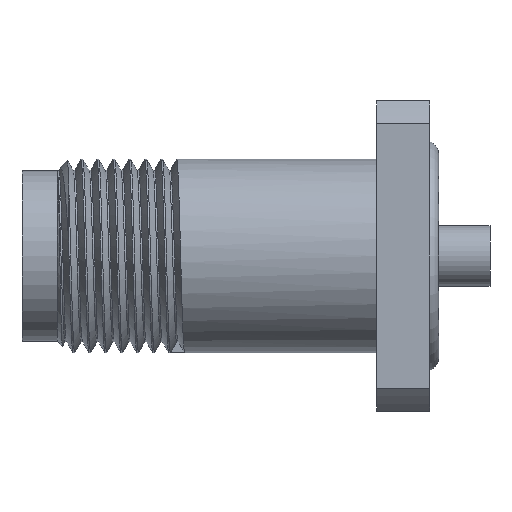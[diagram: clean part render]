
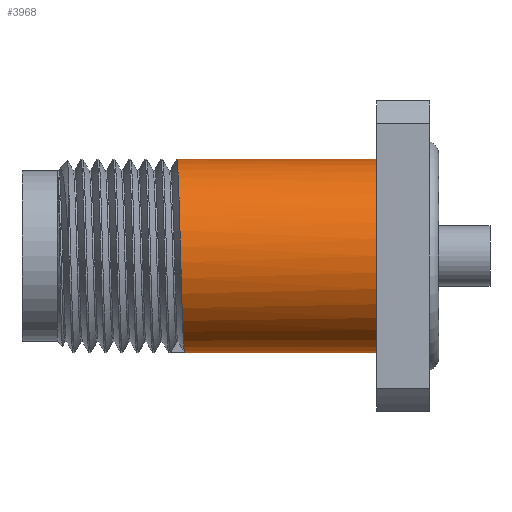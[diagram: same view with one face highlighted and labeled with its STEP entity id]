
A CAD part, front view. The second image highlights one B-rep face of the part: STEP entity #3968.
In plain terms, the highlighted cylindrical face has radius 5.45 mm (diameter 10.9 mm), a partial arc.
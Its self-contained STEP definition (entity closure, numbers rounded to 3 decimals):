
#20 = CARTESIAN_POINT ( 'NONE',  ( 8.725, 0., 5.45 ) ) ;
#168 = VERTEX_POINT ( 'NONE', #2806 ) ;
#313 = CIRCLE ( 'NONE', #3779, 5.45 ) ;
#381 = EDGE_CURVE ( 'NONE', #1173, #168, #4272, .T. ) ;
#474 = VERTEX_POINT ( 'NONE', #1850 ) ;
#764 = VECTOR ( 'NONE', #2419, 1000. ) ;
#1003 = ORIENTED_EDGE ( 'NONE', *, *, #2870, .T. ) ;
#1018 = CARTESIAN_POINT ( 'NONE',  ( 8.838, -3.854, 3.854 ) ) ;
#1081 = DIRECTION ( 'NONE',  ( 0., 0., -1. ) ) ;
#1131 = EDGE_CURVE ( 'NONE', #3059, #474, #313, .T. ) ;
#1173 = VERTEX_POINT ( 'NONE', #3884 ) ;
#1376 = CARTESIAN_POINT ( 'NONE',  ( 8.894, -5.45, 2.257 ) ) ;
#1660 = CARTESIAN_POINT ( 'NONE',  ( 0., 0., -5.45 ) ) ;
#1692 = CARTESIAN_POINT ( 'NONE',  ( 9.175, 0., -5.45 ) ) ;
#1721 = CARTESIAN_POINT ( 'NONE',  ( 9.006, -5.45, -2.257 ) ) ;
#1749 = DIRECTION ( 'NONE',  ( 0., 0., -1. ) ) ;
#1850 = CARTESIAN_POINT ( 'NONE',  ( 20., 0., -5.45 ) ) ;
#1867 = CARTESIAN_POINT ( 'NONE',  ( 20., 0., 0. ) ) ;
#2010 = LINE ( 'NONE', #1660, #4348 ) ;
#2136 = ORIENTED_EDGE ( 'NONE', *, *, #1131, .F. ) ;
#2419 = DIRECTION ( 'NONE',  ( 1., 0., 0. ) ) ;
#2735 = CARTESIAN_POINT ( 'NONE',  ( 9.063, -3.854, -3.854 ) ) ;
#2757 = CARTESIAN_POINT ( 'NONE',  ( 8.781, -2.257, 5.45 ) ) ;
#2806 = CARTESIAN_POINT ( 'NONE',  ( 8.725, 0., 5.45 ) ) ;
#2814 = FACE_OUTER_BOUND ( 'NONE', #2942, .T. ) ;
#2870 = EDGE_CURVE ( 'NONE', #1173, #474, #2010, .T. ) ;
#2942 = EDGE_LOOP ( 'NONE', ( #3017, #3530, #1003, #2136 ) ) ;
#3017 = ORIENTED_EDGE ( 'NONE', *, *, #3654, .F. ) ;
#3059 = VERTEX_POINT ( 'NONE', #4274 ) ;
#3174 = DIRECTION ( 'NONE',  ( 1., 0., 0. ) ) ;
#3182 = DIRECTION ( 'NONE',  ( 1., 0., 0. ) ) ;
#3409 = CARTESIAN_POINT ( 'NONE',  ( 9.119, -2.257, -5.45 ) ) ;
#3516 = CARTESIAN_POINT ( 'NONE',  ( 0., 0., 0. ) ) ;
#3530 = ORIENTED_EDGE ( 'NONE', *, *, #381, .F. ) ;
#3654 = EDGE_CURVE ( 'NONE', #168, #3059, #4447, .T. ) ;
#3722 = CARTESIAN_POINT ( 'NONE',  ( 0., 0., 5.45 ) ) ;
#3779 = AXIS2_PLACEMENT_3D ( 'NONE', #1867, #3182, #1081 ) ;
#3864 = AXIS2_PLACEMENT_3D ( 'NONE', #3516, #3174, #1749 ) ;
#3884 = CARTESIAN_POINT ( 'NONE',  ( 9.175, 0., -5.45 ) ) ;
#3968 = ADVANCED_FACE ( 'NONE', ( #2814 ), #4157, .T. ) ;
#4066 = DIRECTION ( 'NONE',  ( 1., 0., 0. ) ) ;
#4102 = CARTESIAN_POINT ( 'NONE',  ( 8.95, -5.45, 0. ) ) ;
#4157 = CYLINDRICAL_SURFACE ( 'NONE', #3864, 5.45 ) ;
#4272 =( BOUNDED_CURVE ( )  B_SPLINE_CURVE ( 2, ( #1692, #3409, #2735, #1721, #4102, #1376, #1018, #2757, #20 ),
 .UNSPECIFIED., .F., .F. ) 
 B_SPLINE_CURVE_WITH_KNOTS ( ( 3, 2, 2, 2, 3 ),
 ( 0., 0.012, 0.025, 0.037, 0.05 ),
 .UNSPECIFIED. ) 
 CURVE ( )  GEOMETRIC_REPRESENTATION_ITEM ( )  RATIONAL_B_SPLINE_CURVE ( ( 1., 0.924, 1., 0.924, 1., 0.924, 1., 0.924, 1. ) ) 
 REPRESENTATION_ITEM ( '' )  );
#4274 = CARTESIAN_POINT ( 'NONE',  ( 20., 0., 5.45 ) ) ;
#4348 = VECTOR ( 'NONE', #4066, 1000. ) ;
#4447 = LINE ( 'NONE', #3722, #764 ) ;
